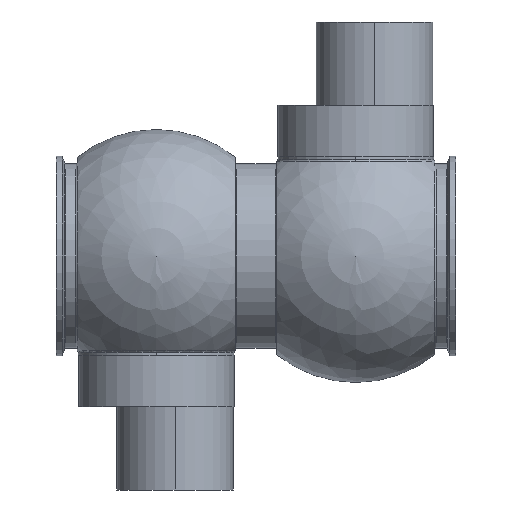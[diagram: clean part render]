
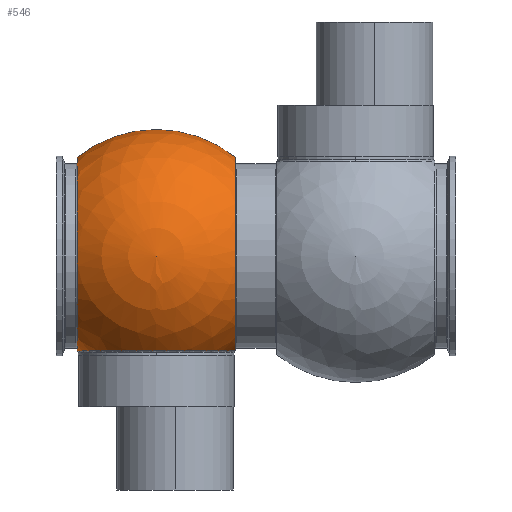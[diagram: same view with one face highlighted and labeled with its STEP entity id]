
A CAD part, left-side view. The second image highlights one B-rep face of the part: STEP entity #546.
In plain terms, the highlighted spherical face has radius 82.55 mm.
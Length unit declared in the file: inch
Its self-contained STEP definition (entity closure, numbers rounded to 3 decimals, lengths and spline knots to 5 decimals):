
#23 = AXIS2_PLACEMENT_3D ( 'NONE', #1142, #1137, #1116 ) ;
#51 = CARTESIAN_POINT ( 'NONE',  ( 0., -4.598, 0. ) ) ;
#82 = VERTEX_POINT ( 'NONE', #325 ) ;
#166 = AXIS2_PLACEMENT_3D ( 'NONE', #1912, #1919, #1880 ) ;
#190 = VERTEX_POINT ( 'NONE', #275 ) ;
#205 = DIRECTION ( 'NONE',  ( 0., 0., 1. ) ) ;
#226 = ORIENTED_EDGE ( 'NONE', *, *, #402, .T. ) ;
#260 = CARTESIAN_POINT ( 'NONE',  ( 0., -0.531, 0. ) ) ;
#275 = CARTESIAN_POINT ( 'NONE',  ( 0., -0.531, 2.53483 ) ) ;
#305 = DIRECTION ( 'NONE',  ( 0., 1., 0. ) ) ;
#318 = ORIENTED_EDGE ( 'NONE', *, *, #455, .F. ) ;
#325 = CARTESIAN_POINT ( 'NONE',  ( 0., -4.598, 2.53563 ) ) ;
#380 = VERTEX_POINT ( 'NONE', #1043 ) ;
#397 = ORIENTED_EDGE ( 'NONE', *, *, #852, .T. ) ;
#402 = EDGE_CURVE ( 'NONE', #82, #190, #700, .T. ) ;
#455 = EDGE_CURVE ( 'NONE', #380, #190, #769, .T. ) ;
#512 = EDGE_CURVE ( 'NONE', #1332, #82, #784, .T. ) ;
#546 = ADVANCED_FACE ( 'NONE', ( #750 ), #794, .T. ) ;
#599 = CARTESIAN_POINT ( 'NONE',  ( -0.70032, -4.598, -2.437 ) ) ;
#700 = CIRCLE ( 'NONE', #717, 3.25 ) ;
#702 = DIRECTION ( 'NONE',  ( -1., 0., 0. ) ) ;
#707 = CARTESIAN_POINT ( 'NONE',  ( 0., -2.565, 0. ) ) ;
#717 = AXIS2_PLACEMENT_3D ( 'NONE', #707, #702, #1463 ) ;
#750 = FACE_OUTER_BOUND ( 'NONE', #1467, .T. ) ;
#769 = CIRCLE ( 'NONE', #1457, 2.53483 ) ;
#784 = CIRCLE ( 'NONE', #1725, 2.53563 ) ;
#794 = SPHERICAL_SURFACE ( 'NONE', #166, 3.25 ) ;
#851 = ORIENTED_EDGE ( 'NONE', *, *, #512, .T. ) ;
#852 = EDGE_CURVE ( 'NONE', #380, #1332, #1808, .T. ) ;
#927 = DIRECTION ( 'NONE',  ( 0., 1., 0. ) ) ;
#1043 = CARTESIAN_POINT ( 'NONE',  ( -0.69741, -0.531, -2.437 ) ) ;
#1116 = DIRECTION ( 'NONE',  ( 1., 0., 0. ) ) ;
#1137 = DIRECTION ( 'NONE',  ( 0., 0., 1. ) ) ;
#1142 = CARTESIAN_POINT ( 'NONE',  ( 0., -2.565, -2.437 ) ) ;
#1332 = VERTEX_POINT ( 'NONE', #599 ) ;
#1457 = AXIS2_PLACEMENT_3D ( 'NONE', #260, #305, #205 ) ;
#1463 = DIRECTION ( 'NONE',  ( 0., 0., 1. ) ) ;
#1467 = EDGE_LOOP ( 'NONE', ( #851, #226, #318, #397 ) ) ;
#1725 = AXIS2_PLACEMENT_3D ( 'NONE', #51, #927, #1959 ) ;
#1808 = CIRCLE ( 'NONE', #23, 2.15024 ) ;
#1880 = DIRECTION ( 'NONE',  ( 0., 0., -1. ) ) ;
#1912 = CARTESIAN_POINT ( 'NONE',  ( 0., -2.565, 0. ) ) ;
#1919 = DIRECTION ( 'NONE',  ( -1., 0., 0. ) ) ;
#1959 = DIRECTION ( 'NONE',  ( 0., 0., 1. ) ) ;
